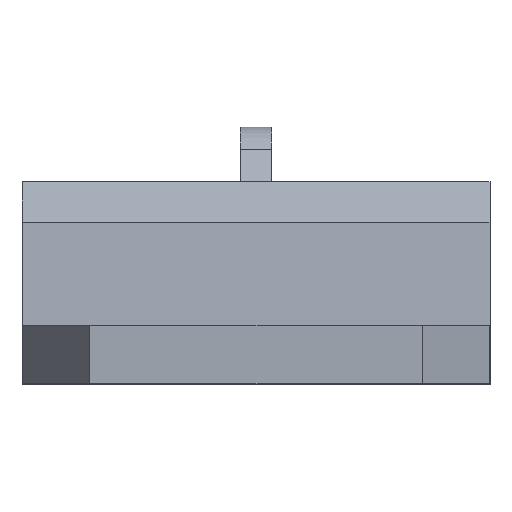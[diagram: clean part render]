
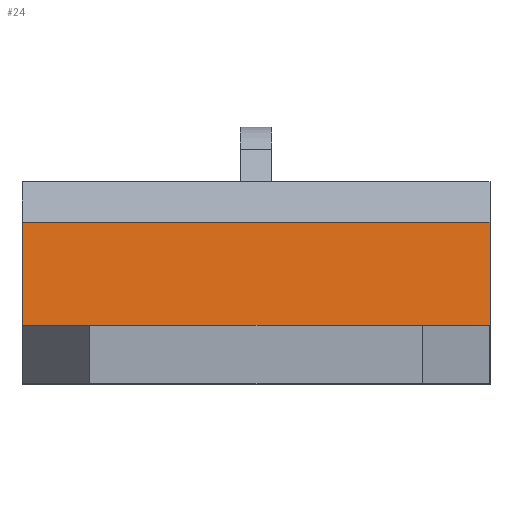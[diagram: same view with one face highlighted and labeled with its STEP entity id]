
A CAD part, top view. The second image highlights one B-rep face of the part: STEP entity #24.
In plain terms, the highlighted face is planar.
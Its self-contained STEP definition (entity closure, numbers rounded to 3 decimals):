
#24 = ADVANCED_FACE ( 'NONE', ( #698 ), #473, .F. ) ;
#31 = VECTOR ( 'NONE', #517, 1000. ) ;
#116 = LINE ( 'NONE', #2135, #2111 ) ;
#199 = CARTESIAN_POINT ( 'NONE',  ( -10.4, -1.3, 16.901 ) ) ;
#223 = CARTESIAN_POINT ( 'NONE',  ( 0., -1.3, 16.901 ) ) ;
#239 = LINE ( 'NONE', #199, #2245 ) ;
#367 = AXIS2_PLACEMENT_3D ( 'NONE', #2184, #1387, #1085 ) ;
#453 = EDGE_LOOP ( 'NONE', ( #778, #1620, #2152, #1336 ) ) ;
#473 = PLANE ( 'NONE',  #367 ) ;
#517 = DIRECTION ( 'NONE',  ( 0., 0.997, 0.082 ) ) ;
#603 = EDGE_CURVE ( 'NONE', #1315, #1415, #2497, .T. ) ;
#645 = VERTEX_POINT ( 'NONE', #223 ) ;
#698 = FACE_OUTER_BOUND ( 'NONE', #453, .T. ) ;
#720 = EDGE_CURVE ( 'NONE', #1415, #645, #239, .T. ) ;
#778 = ORIENTED_EDGE ( 'NONE', *, *, #1342, .T. ) ;
#949 = LINE ( 'NONE', #1502, #1406 ) ;
#958 = CARTESIAN_POINT ( 'NONE',  ( -10.4, -3.602, 16.711 ) ) ;
#1017 = CARTESIAN_POINT ( 'NONE',  ( -10.4, -1.3, 16.901 ) ) ;
#1085 = DIRECTION ( 'NONE',  ( 0., 0.997, 0.082 ) ) ;
#1088 = CARTESIAN_POINT ( 'NONE',  ( -10.4, -3.602, 16.711 ) ) ;
#1296 = DIRECTION ( 'NONE',  ( 1., 0., 0. ) ) ;
#1308 = DIRECTION ( 'NONE',  ( 0., 0.997, 0.082 ) ) ;
#1315 = VERTEX_POINT ( 'NONE', #958 ) ;
#1336 = ORIENTED_EDGE ( 'NONE', *, *, #603, .F. ) ;
#1342 = EDGE_CURVE ( 'NONE', #1315, #2341, #116, .T. ) ;
#1387 = DIRECTION ( 'NONE',  ( 0., 0.082, -0.997 ) ) ;
#1406 = VECTOR ( 'NONE', #1308, 1000. ) ;
#1415 = VERTEX_POINT ( 'NONE', #1017 ) ;
#1502 = CARTESIAN_POINT ( 'NONE',  ( 0., -3.602, 16.711 ) ) ;
#1620 = ORIENTED_EDGE ( 'NONE', *, *, #1823, .T. ) ;
#1748 = DIRECTION ( 'NONE',  ( 1., 0., 0. ) ) ;
#1823 = EDGE_CURVE ( 'NONE', #2341, #645, #949, .T. ) ;
#1941 = CARTESIAN_POINT ( 'NONE',  ( 0., -3.602, 16.711 ) ) ;
#2111 = VECTOR ( 'NONE', #1748, 1000. ) ;
#2135 = CARTESIAN_POINT ( 'NONE',  ( -10.4, -3.602, 16.711 ) ) ;
#2152 = ORIENTED_EDGE ( 'NONE', *, *, #720, .F. ) ;
#2184 = CARTESIAN_POINT ( 'NONE',  ( -10.4, -3.602, 16.711 ) ) ;
#2245 = VECTOR ( 'NONE', #1296, 1000. ) ;
#2341 = VERTEX_POINT ( 'NONE', #1941 ) ;
#2497 = LINE ( 'NONE', #1088, #31 ) ;
